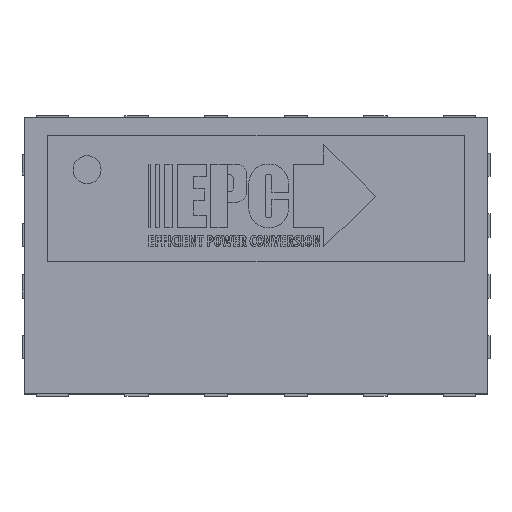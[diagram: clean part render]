
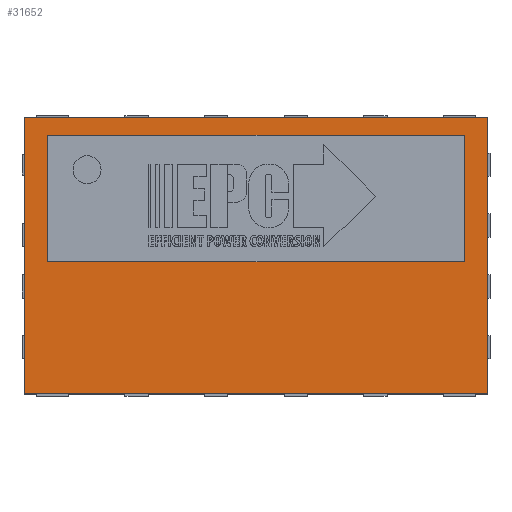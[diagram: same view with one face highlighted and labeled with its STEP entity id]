
A CAD part, top view. The second image highlights one B-rep face of the part: STEP entity #31652.
In plain terms, the highlighted planar face has unit normal (0, 0, 1).
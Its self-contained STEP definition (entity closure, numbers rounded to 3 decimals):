
#31523 = VERTEX_POINT('',#31524);
#31524 = CARTESIAN_POINT('',(2.473,-1.475,0.5));
#31530 = EDGE_CURVE('',#31523,#31531,#31533,.T.);
#31531 = VERTEX_POINT('',#31532);
#31532 = CARTESIAN_POINT('',(-2.474,-1.475,0.5));
#31533 = LINE('',#31534,#31535);
#31534 = CARTESIAN_POINT('',(2.473,-1.475,0.5));
#31535 = VECTOR('',#31536,1.);
#31536 = DIRECTION('',(-1.,0.,0.));
#31561 = EDGE_CURVE('',#31531,#31562,#31564,.T.);
#31562 = VERTEX_POINT('',#31563);
#31563 = CARTESIAN_POINT('',(-2.474,1.475,0.5));
#31564 = LINE('',#31565,#31566);
#31565 = CARTESIAN_POINT('',(-2.474,-1.475,0.5));
#31566 = VECTOR('',#31567,1.);
#31567 = DIRECTION('',(0.,1.,0.));
#31592 = EDGE_CURVE('',#31562,#31593,#31595,.T.);
#31593 = VERTEX_POINT('',#31594);
#31594 = CARTESIAN_POINT('',(2.473,1.475,0.5));
#31595 = LINE('',#31596,#31597);
#31596 = CARTESIAN_POINT('',(-2.474,1.475,0.5));
#31597 = VECTOR('',#31598,1.);
#31598 = DIRECTION('',(1.,0.,0.));
#31623 = EDGE_CURVE('',#31593,#31523,#31624,.T.);
#31624 = LINE('',#31625,#31626);
#31625 = CARTESIAN_POINT('',(2.473,1.475,0.5));
#31626 = VECTOR('',#31627,1.);
#31627 = DIRECTION('',(0.,-1.,0.));
#31652 = ADVANCED_FACE('',(#31653),#31659,.T.);
#31653 = FACE_BOUND('',#31654,.F.);
#31654 = EDGE_LOOP('',(#31655,#31656,#31657,#31658));
#31655 = ORIENTED_EDGE('',*,*,#31530,.T.);
#31656 = ORIENTED_EDGE('',*,*,#31561,.T.);
#31657 = ORIENTED_EDGE('',*,*,#31592,.T.);
#31658 = ORIENTED_EDGE('',*,*,#31623,.T.);
#31659 = PLANE('',#31660);
#31660 = AXIS2_PLACEMENT_3D('',#31661,#31662,#31663);
#31661 = CARTESIAN_POINT('',(2.473,-1.475,0.5));
#31662 = DIRECTION('',(0.,0.,1.));
#31663 = DIRECTION('',(1.,0.,0.));
